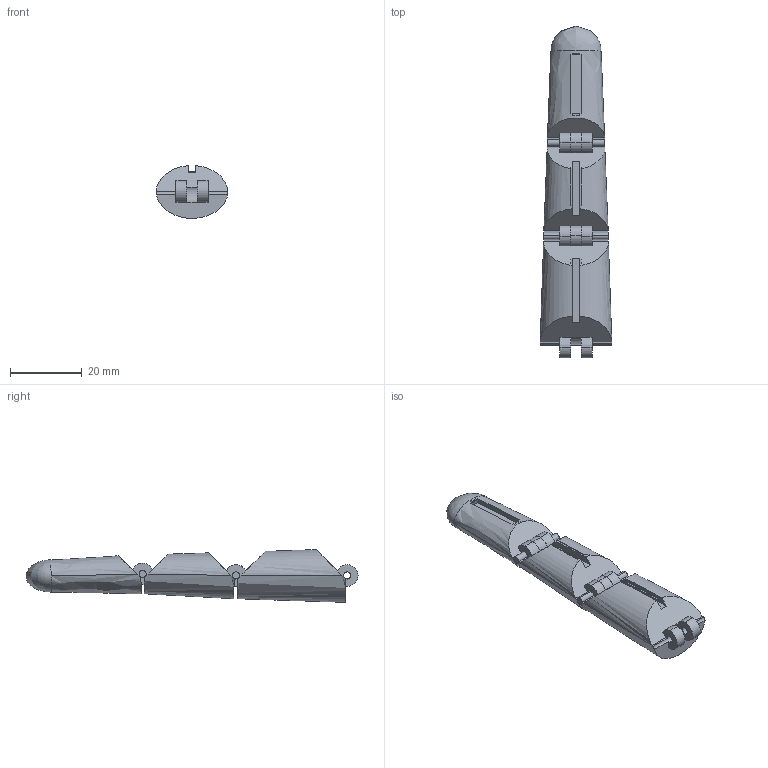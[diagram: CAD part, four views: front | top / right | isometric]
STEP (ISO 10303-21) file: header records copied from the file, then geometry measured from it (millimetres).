
FILE_DESCRIPTION (( 'STEP AP214' ), '1' );
FILE_NAME ('fing1.STEP', '2025-11-24T19:44:24', ( '' ), ( '' ), 'SwSTEP 2.0', 'SolidWorks 2023', '' );
FILE_SCHEMA (( 'AUTOMOTIVE_DESIGN' ));
Length unit declared in the file: millimetre
Products named in the file (6): fing1; part 1; part 3; mate 1; part 2; mate 2
Assembly tree (5 placements, depth 2):
  fing1
    part 1
    part 2
    part 3
    mate 1
    mate 2
Bounding box: 19.97 x 92.49 x 14.68 mm (x, y, z)
Volume: 12106.9 mm3; surface area: 5562.9 mm2
Topology: 5 solids, 5 shells, 141 faces, 387 edges, 249 vertices
Faces by surface type: plane 77, cylinder 55, bspline 9
Entity records: 6580 total; most frequent: CARTESIAN_POINT 2856, ORIENTED_EDGE 770, DIRECTION 713, EDGE_CURVE 385, AXIS2_PLACEMENT_3D 252, VERTEX_POINT 249, LINE 209, VECTOR 209
